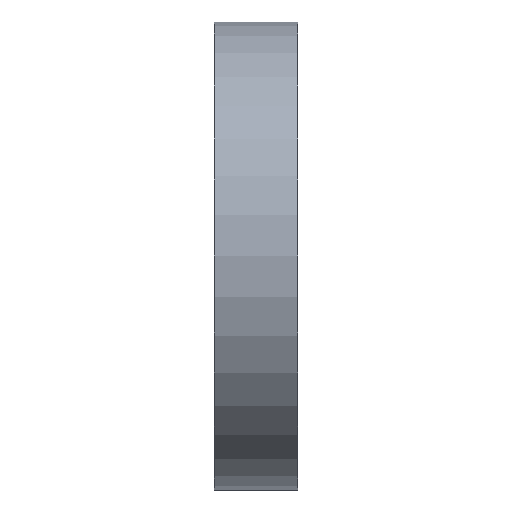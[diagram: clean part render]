
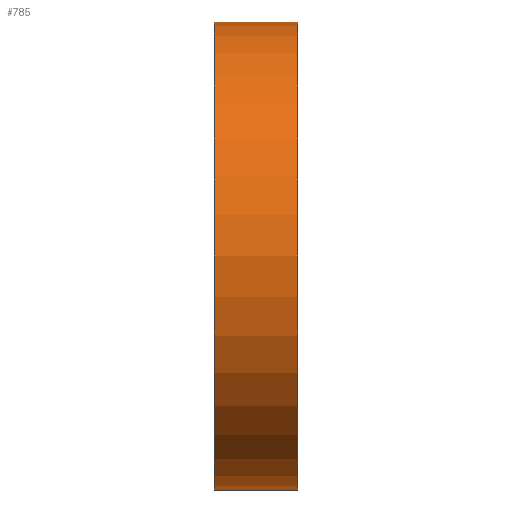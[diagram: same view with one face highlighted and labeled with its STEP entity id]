
A CAD part, left-side view. The second image highlights one B-rep face of the part: STEP entity #785.
In plain terms, the highlighted cylindrical face has radius 60 mm (diameter 120 mm), a partial arc.
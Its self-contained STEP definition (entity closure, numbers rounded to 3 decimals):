
#123 = PLANE('',#124);
#124 = AXIS2_PLACEMENT_3D('',#125,#126,#127);
#125 = CARTESIAN_POINT('',(0.,0.,0.));
#126 = DIRECTION('',(0.,1.,0.));
#127 = DIRECTION('',(0.,-0.,1.));
#667 = PLANE('',#668);
#668 = AXIS2_PLACEMENT_3D('',#669,#670,#671);
#669 = CARTESIAN_POINT('',(0.,21.5,0.));
#670 = DIRECTION('',(0.,1.,0.));
#671 = DIRECTION('',(0.,-0.,1.));
#683 = VERTEX_POINT('',#684);
#684 = CARTESIAN_POINT('',(0.,21.5,60.));
#685 = VERTEX_POINT('',#686);
#686 = CARTESIAN_POINT('',(0.,21.5,-60.));
#694 = CYLINDRICAL_SURFACE('',#695,60.);
#695 = AXIS2_PLACEMENT_3D('',#696,#697,#698);
#696 = CARTESIAN_POINT('',(0.,2.5,0.));
#697 = DIRECTION('',(-0.,-1.,-0.));
#698 = DIRECTION('',(0.,0.,-1.));
#713 = EDGE_CURVE('',#683,#714,#716,.T.);
#714 = VERTEX_POINT('',#715);
#715 = CARTESIAN_POINT('',(0.,0.,60.));
#716 = SURFACE_CURVE('',#717,(#721,#728),.PCURVE_S1.);
#717 = LINE('',#718,#719);
#718 = CARTESIAN_POINT('',(0.,2.5,60.));
#719 = VECTOR('',#720,1.);
#720 = DIRECTION('',(-0.,-1.,-0.));
#721 = PCURVE('',#694,#722);
#722 = DEFINITIONAL_REPRESENTATION('',(#723),#727);
#723 = LINE('',#724,#725);
#724 = CARTESIAN_POINT('',(3.142,0.));
#725 = VECTOR('',#726,1.);
#726 = DIRECTION('',(0.,1.));
#727 = ( GEOMETRIC_REPRESENTATION_CONTEXT(2) 
PARAMETRIC_REPRESENTATION_CONTEXT() REPRESENTATION_CONTEXT('2D SPACE',''
  ) );
#728 = PCURVE('',#729,#734);
#729 = CYLINDRICAL_SURFACE('',#730,60.);
#730 = AXIS2_PLACEMENT_3D('',#731,#732,#733);
#731 = CARTESIAN_POINT('',(0.,2.5,0.));
#732 = DIRECTION('',(-0.,-1.,-0.));
#733 = DIRECTION('',(0.,0.,-1.));
#734 = DEFINITIONAL_REPRESENTATION('',(#735),#739);
#735 = LINE('',#736,#737);
#736 = CARTESIAN_POINT('',(3.142,0.));
#737 = VECTOR('',#738,1.);
#738 = DIRECTION('',(0.,1.));
#739 = ( GEOMETRIC_REPRESENTATION_CONTEXT(2) 
PARAMETRIC_REPRESENTATION_CONTEXT() REPRESENTATION_CONTEXT('2D SPACE',''
  ) );
#742 = VERTEX_POINT('',#743);
#743 = CARTESIAN_POINT('',(0.,0.,-60.));
#765 = EDGE_CURVE('',#685,#742,#766,.T.);
#766 = SURFACE_CURVE('',#767,(#771,#778),.PCURVE_S1.);
#767 = LINE('',#768,#769);
#768 = CARTESIAN_POINT('',(0.,2.5,-60.));
#769 = VECTOR('',#770,1.);
#770 = DIRECTION('',(-0.,-1.,-0.));
#771 = PCURVE('',#694,#772);
#772 = DEFINITIONAL_REPRESENTATION('',(#773),#777);
#773 = LINE('',#774,#775);
#774 = CARTESIAN_POINT('',(0.,0.));
#775 = VECTOR('',#776,1.);
#776 = DIRECTION('',(0.,1.));
#777 = ( GEOMETRIC_REPRESENTATION_CONTEXT(2) 
PARAMETRIC_REPRESENTATION_CONTEXT() REPRESENTATION_CONTEXT('2D SPACE',''
  ) );
#778 = PCURVE('',#729,#779);
#779 = DEFINITIONAL_REPRESENTATION('',(#780),#784);
#780 = LINE('',#781,#782);
#781 = CARTESIAN_POINT('',(6.283,0.));
#782 = VECTOR('',#783,1.);
#783 = DIRECTION('',(0.,1.));
#784 = ( GEOMETRIC_REPRESENTATION_CONTEXT(2) 
PARAMETRIC_REPRESENTATION_CONTEXT() REPRESENTATION_CONTEXT('2D SPACE',''
  ) );
#785 = ADVANCED_FACE('',(#786),#729,.T.);
#786 = FACE_BOUND('',#787,.T.);
#787 = EDGE_LOOP('',(#788,#789,#811,#812));
#788 = ORIENTED_EDGE('',*,*,#713,.F.);
#789 = ORIENTED_EDGE('',*,*,#790,.F.);
#790 = EDGE_CURVE('',#685,#683,#791,.T.);
#791 = SURFACE_CURVE('',#792,(#797,#804),.PCURVE_S1.);
#792 = CIRCLE('',#793,60.);
#793 = AXIS2_PLACEMENT_3D('',#794,#795,#796);
#794 = CARTESIAN_POINT('',(0.,21.5,0.));
#795 = DIRECTION('',(0.,1.,0.));
#796 = DIRECTION('',(0.,-0.,1.));
#797 = PCURVE('',#729,#798);
#798 = DEFINITIONAL_REPRESENTATION('',(#799),#803);
#799 = LINE('',#800,#801);
#800 = CARTESIAN_POINT('',(9.425,-19.));
#801 = VECTOR('',#802,1.);
#802 = DIRECTION('',(-1.,0.));
#803 = ( GEOMETRIC_REPRESENTATION_CONTEXT(2) 
PARAMETRIC_REPRESENTATION_CONTEXT() REPRESENTATION_CONTEXT('2D SPACE',''
  ) );
#804 = PCURVE('',#667,#805);
#805 = DEFINITIONAL_REPRESENTATION('',(#806),#810);
#806 = CIRCLE('',#807,60.);
#807 = AXIS2_PLACEMENT_2D('',#808,#809);
#808 = CARTESIAN_POINT('',(0.,0.));
#809 = DIRECTION('',(1.,0.));
#810 = ( GEOMETRIC_REPRESENTATION_CONTEXT(2) 
PARAMETRIC_REPRESENTATION_CONTEXT() REPRESENTATION_CONTEXT('2D SPACE',''
  ) );
#811 = ORIENTED_EDGE('',*,*,#765,.T.);
#812 = ORIENTED_EDGE('',*,*,#813,.T.);
#813 = EDGE_CURVE('',#742,#714,#814,.T.);
#814 = SURFACE_CURVE('',#815,(#820,#827),.PCURVE_S1.);
#815 = CIRCLE('',#816,60.);
#816 = AXIS2_PLACEMENT_3D('',#817,#818,#819);
#817 = CARTESIAN_POINT('',(0.,0.,0.));
#818 = DIRECTION('',(0.,1.,0.));
#819 = DIRECTION('',(0.,-0.,1.));
#820 = PCURVE('',#729,#821);
#821 = DEFINITIONAL_REPRESENTATION('',(#822),#826);
#822 = LINE('',#823,#824);
#823 = CARTESIAN_POINT('',(9.425,2.5));
#824 = VECTOR('',#825,1.);
#825 = DIRECTION('',(-1.,0.));
#826 = ( GEOMETRIC_REPRESENTATION_CONTEXT(2) 
PARAMETRIC_REPRESENTATION_CONTEXT() REPRESENTATION_CONTEXT('2D SPACE',''
  ) );
#827 = PCURVE('',#123,#828);
#828 = DEFINITIONAL_REPRESENTATION('',(#829),#833);
#829 = CIRCLE('',#830,60.);
#830 = AXIS2_PLACEMENT_2D('',#831,#832);
#831 = CARTESIAN_POINT('',(0.,0.));
#832 = DIRECTION('',(1.,0.));
#833 = ( GEOMETRIC_REPRESENTATION_CONTEXT(2) 
PARAMETRIC_REPRESENTATION_CONTEXT() REPRESENTATION_CONTEXT('2D SPACE',''
  ) );
